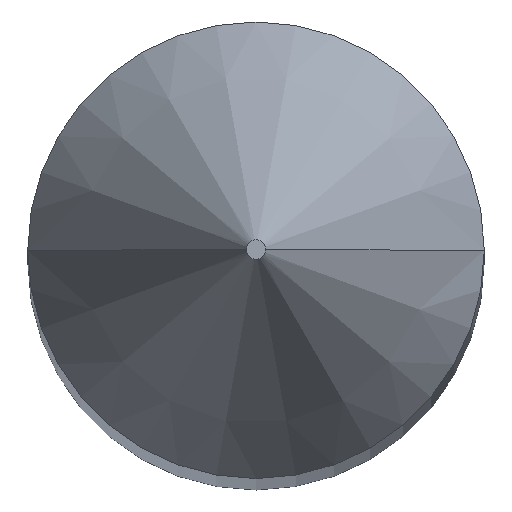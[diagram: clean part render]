
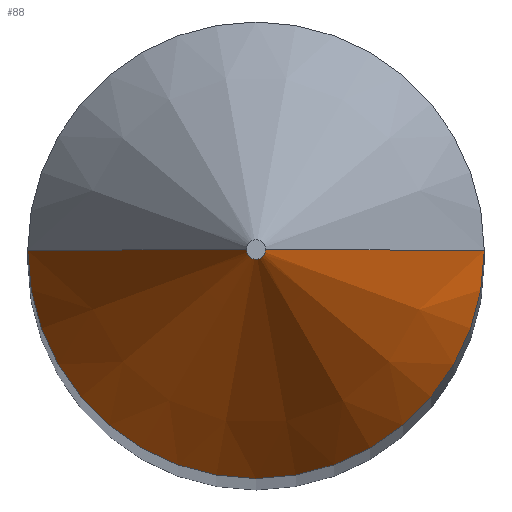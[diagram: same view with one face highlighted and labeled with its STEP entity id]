
A CAD part, top view. The second image highlights one B-rep face of the part: STEP entity #88.
In plain terms, the highlighted conical face has half-angle 30 degrees and reference radius 0.102 mm.
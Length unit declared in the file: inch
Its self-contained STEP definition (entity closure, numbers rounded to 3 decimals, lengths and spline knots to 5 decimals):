
#5 = LINE ( 'NONE', #17, #87 ) ;
#11 = DIRECTION ( 'NONE',  ( -0.5, 0., -0.866 ) ) ;
#13 = DIRECTION ( 'NONE',  ( 0., 0., -1. ) ) ;
#17 = CARTESIAN_POINT ( 'NONE',  ( 0.004, 0., 3. ) ) ;
#26 = DIRECTION ( 'NONE',  ( 0., 0., -1. ) ) ;
#30 = DIRECTION ( 'NONE',  ( -1., 0., 0. ) ) ;
#44 = EDGE_CURVE ( 'NONE', #138, #214, #5, .T. ) ;
#50 = ORIENTED_EDGE ( 'NONE', *, *, #130, .T. ) ;
#63 = EDGE_CURVE ( 'NONE', #214, #137, #124, .T. ) ;
#73 = ORIENTED_EDGE ( 'NONE', *, *, #63, .F. ) ;
#85 = CARTESIAN_POINT ( 'NONE',  ( 0., 0., 3. ) ) ;
#87 = VECTOR ( 'NONE', #157, 39.37008 ) ;
#88 = ADVANCED_FACE ( 'NONE', ( #144 ), #189, .T. ) ;
#92 = AXIS2_PLACEMENT_3D ( 'NONE', #122, #26, #240 ) ;
#101 = ORIENTED_EDGE ( 'NONE', *, *, #44, .F. ) ;
#108 = CARTESIAN_POINT ( 'NONE',  ( 0.004, 0., 3. ) ) ;
#120 = CIRCLE ( 'NONE', #210, 0.004 ) ;
#122 = CARTESIAN_POINT ( 'NONE',  ( 0., 0., 2.84455 ) ) ;
#124 = CIRCLE ( 'NONE', #92, 0.09375 ) ;
#130 = EDGE_CURVE ( 'NONE', #142, #137, #245, .T. ) ;
#137 = VERTEX_POINT ( 'NONE', #244 ) ;
#138 = VERTEX_POINT ( 'NONE', #108 ) ;
#142 = VERTEX_POINT ( 'NONE', #164 ) ;
#144 = FACE_OUTER_BOUND ( 'NONE', #197, .T. ) ;
#146 = DIRECTION ( 'NONE',  ( 1., 0., 0. ) ) ;
#157 = DIRECTION ( 'NONE',  ( 0.5, 0., -0.866 ) ) ;
#164 = CARTESIAN_POINT ( 'NONE',  ( -0.004, 0., 3. ) ) ;
#173 = CARTESIAN_POINT ( 'NONE',  ( 0.09375, 0., 2.84455 ) ) ;
#174 = ORIENTED_EDGE ( 'NONE', *, *, #176, .T. ) ;
#176 = EDGE_CURVE ( 'NONE', #138, #142, #120, .T. ) ;
#187 = CARTESIAN_POINT ( 'NONE',  ( 0., 0., 3. ) ) ;
#189 = CONICAL_SURFACE ( 'NONE', #239, 0.004, 0.524 ) ;
#197 = EDGE_LOOP ( 'NONE', ( #174, #50, #73, #101 ) ) ;
#210 = AXIS2_PLACEMENT_3D ( 'NONE', #187, #224, #30 ) ;
#214 = VERTEX_POINT ( 'NONE', #173 ) ;
#220 = CARTESIAN_POINT ( 'NONE',  ( -0.004, 0., 3. ) ) ;
#224 = DIRECTION ( 'NONE',  ( 0., 0., -1. ) ) ;
#226 = VECTOR ( 'NONE', #11, 39.37008 ) ;
#239 = AXIS2_PLACEMENT_3D ( 'NONE', #85, #13, #146 ) ;
#240 = DIRECTION ( 'NONE',  ( -1., 0., 0. ) ) ;
#244 = CARTESIAN_POINT ( 'NONE',  ( -0.09375, 0., 2.84455 ) ) ;
#245 = LINE ( 'NONE', #220, #226 ) ;
